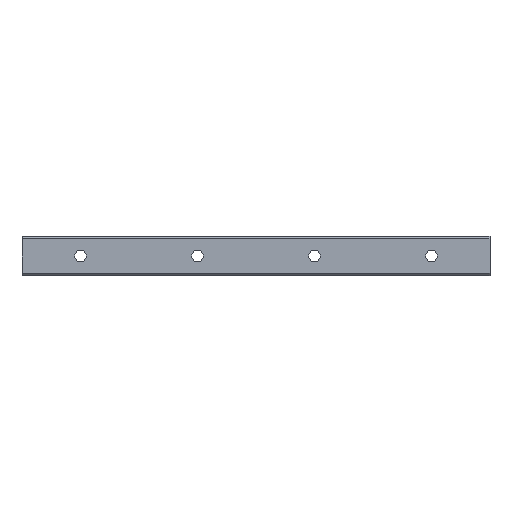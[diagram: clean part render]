
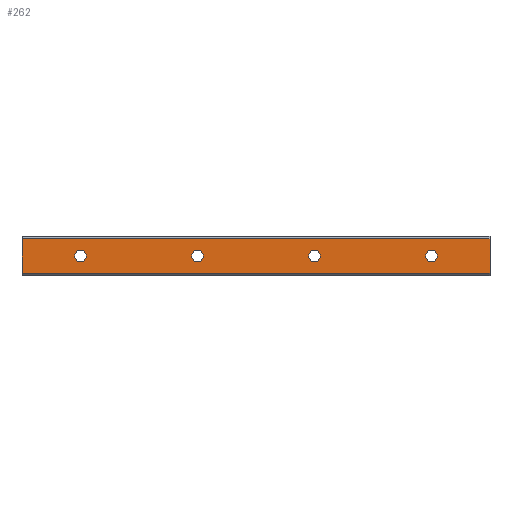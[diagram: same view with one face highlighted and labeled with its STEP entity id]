
A CAD part, front view. The second image highlights one B-rep face of the part: STEP entity #262.
In plain terms, the highlighted planar face has unit normal (0, -1, 0).
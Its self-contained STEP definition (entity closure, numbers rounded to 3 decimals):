
#25 = CARTESIAN_POINT ( 'NONE',  ( 210., 0., -8.82 ) ) ;
#41 = CARTESIAN_POINT ( 'NONE',  ( 60., 0., -3. ) ) ;
#44 = VERTEX_POINT ( 'NONE', #1146 ) ;
#46 = CARTESIAN_POINT ( 'NONE',  ( 180., 0., -3. ) ) ;
#52 = LINE ( 'NONE', #1259, #61 ) ;
#61 = VECTOR ( 'NONE', #138, 1000. ) ;
#65 = DIRECTION ( 'NONE',  ( 0., -1., 0. ) ) ;
#90 = DIRECTION ( 'NONE',  ( 0., 0., -1. ) ) ;
#98 = AXIS2_PLACEMENT_3D ( 'NONE', #250, #1335, #223 ) ;
#111 = VERTEX_POINT ( 'NONE', #942 ) ;
#114 = CARTESIAN_POINT ( 'NONE',  ( 120., 0., -3. ) ) ;
#119 = ORIENTED_EDGE ( 'NONE', *, *, #1382, .F. ) ;
#128 = CARTESIAN_POINT ( 'NONE',  ( 0., 0., 0. ) ) ;
#138 = DIRECTION ( 'NONE',  ( 0., 0., 1. ) ) ;
#140 = EDGE_LOOP ( 'NONE', ( #150, #731 ) ) ;
#150 = ORIENTED_EDGE ( 'NONE', *, *, #969, .F. ) ;
#160 = EDGE_LOOP ( 'NONE', ( #944, #1455 ) ) ;
#169 = VECTOR ( 'NONE', #701, 1000. ) ;
#174 = CIRCLE ( 'NONE', #902, 3. ) ;
#177 = CARTESIAN_POINT ( 'NONE',  ( 120., 0., 3. ) ) ;
#194 = AXIS2_PLACEMENT_3D ( 'NONE', #128, #960, #1446 ) ;
#223 = DIRECTION ( 'NONE',  ( 0., 0., 1. ) ) ;
#225 = EDGE_CURVE ( 'NONE', #387, #768, #237, .T. ) ;
#237 = LINE ( 'NONE', #952, #736 ) ;
#241 = CARTESIAN_POINT ( 'NONE',  ( 120., 0., 0. ) ) ;
#247 = CIRCLE ( 'NONE', #404, 3. ) ;
#250 = CARTESIAN_POINT ( 'NONE',  ( 180., 0., 0. ) ) ;
#258 = CARTESIAN_POINT ( 'NONE',  ( 0., 0., 0. ) ) ;
#262 = ADVANCED_FACE ( 'NONE', ( #843, #1226, #374, #836, #1071 ), #720, .F. ) ;
#298 = DIRECTION ( 'NONE',  ( 0., 0., 1. ) ) ;
#321 = CIRCLE ( 'NONE', #754, 3. ) ;
#340 = ORIENTED_EDGE ( 'NONE', *, *, #595, .F. ) ;
#355 = EDGE_CURVE ( 'NONE', #44, #1444, #1484, .T. ) ;
#374 = FACE_BOUND ( 'NONE', #160, .T. ) ;
#383 = AXIS2_PLACEMENT_3D ( 'NONE', #1432, #1206, #1069 ) ;
#387 = VERTEX_POINT ( 'NONE', #637 ) ;
#393 = EDGE_CURVE ( 'NONE', #1109, #1556, #247, .T. ) ;
#404 = AXIS2_PLACEMENT_3D ( 'NONE', #992, #1012, #1494 ) ;
#447 = CARTESIAN_POINT ( 'NONE',  ( 180., 0., 3. ) ) ;
#454 = EDGE_CURVE ( 'NONE', #913, #739, #321, .T. ) ;
#464 = AXIS2_PLACEMENT_3D ( 'NONE', #258, #1013, #1134 ) ;
#474 = ORIENTED_EDGE ( 'NONE', *, *, #1475, .F. ) ;
#479 = DIRECTION ( 'NONE',  ( 0., 1., 0. ) ) ;
#560 = CARTESIAN_POINT ( 'NONE',  ( 210., 0., 8.82 ) ) ;
#593 = CARTESIAN_POINT ( 'NONE',  ( 210., 0., 8.82 ) ) ;
#594 = VERTEX_POINT ( 'NONE', #1425 ) ;
#595 = EDGE_CURVE ( 'NONE', #1088, #594, #693, .T. ) ;
#599 = DIRECTION ( 'NONE',  ( 0., -1., 0. ) ) ;
#622 = ORIENTED_EDGE ( 'NONE', *, *, #1405, .F. ) ;
#637 = CARTESIAN_POINT ( 'NONE',  ( -30., 0., 8.82 ) ) ;
#652 = CIRCLE ( 'NONE', #98, 3. ) ;
#659 = CIRCLE ( 'NONE', #1059, 3. ) ;
#667 = EDGE_LOOP ( 'NONE', ( #1176, #474 ) ) ;
#681 = AXIS2_PLACEMENT_3D ( 'NONE', #593, #479, #746 ) ;
#693 = LINE ( 'NONE', #1536, #169 ) ;
#701 = DIRECTION ( 'NONE',  ( -1., 0., 0. ) ) ;
#720 = PLANE ( 'NONE',  #681 ) ;
#731 = ORIENTED_EDGE ( 'NONE', *, *, #454, .F. ) ;
#736 = VECTOR ( 'NONE', #1105, 1000. ) ;
#739 = VERTEX_POINT ( 'NONE', #177 ) ;
#746 = DIRECTION ( 'NONE',  ( 0., 0., 1. ) ) ;
#752 = VERTEX_POINT ( 'NONE', #41 ) ;
#754 = AXIS2_PLACEMENT_3D ( 'NONE', #1020, #65, #903 ) ;
#768 = VERTEX_POINT ( 'NONE', #1229 ) ;
#831 = EDGE_LOOP ( 'NONE', ( #622, #1093 ) ) ;
#835 = EDGE_CURVE ( 'NONE', #768, #1088, #931, .T. ) ;
#836 = FACE_BOUND ( 'NONE', #140, .T. ) ;
#843 = FACE_OUTER_BOUND ( 'NONE', #970, .T. ) ;
#902 = AXIS2_PLACEMENT_3D ( 'NONE', #241, #599, #1076 ) ;
#903 = DIRECTION ( 'NONE',  ( 0., 0., 1. ) ) ;
#913 = VERTEX_POINT ( 'NONE', #114 ) ;
#931 = LINE ( 'NONE', #560, #978 ) ;
#942 = CARTESIAN_POINT ( 'NONE',  ( 60., 0., 3. ) ) ;
#944 = ORIENTED_EDGE ( 'NONE', *, *, #958, .F. ) ;
#952 = CARTESIAN_POINT ( 'NONE',  ( 210., 0., 8.82 ) ) ;
#958 = EDGE_CURVE ( 'NONE', #1556, #1109, #652, .T. ) ;
#960 = DIRECTION ( 'NONE',  ( 0., -1., 0. ) ) ;
#969 = EDGE_CURVE ( 'NONE', #739, #913, #174, .T. ) ;
#970 = EDGE_LOOP ( 'NONE', ( #340, #1282, #1094, #119 ) ) ;
#978 = VECTOR ( 'NONE', #90, 1000. ) ;
#992 = CARTESIAN_POINT ( 'NONE',  ( 180., 0., 0. ) ) ;
#1002 = CIRCLE ( 'NONE', #383, 3. ) ;
#1012 = DIRECTION ( 'NONE',  ( 0., -1., 0. ) ) ;
#1013 = DIRECTION ( 'NONE',  ( 0., -1., 0. ) ) ;
#1020 = CARTESIAN_POINT ( 'NONE',  ( 120., 0., 0. ) ) ;
#1024 = EDGE_CURVE ( 'NONE', #111, #752, #1002, .T. ) ;
#1059 = AXIS2_PLACEMENT_3D ( 'NONE', #1377, #1126, #298 ) ;
#1069 = DIRECTION ( 'NONE',  ( 0., 0., 1. ) ) ;
#1071 = FACE_BOUND ( 'NONE', #667, .T. ) ;
#1076 = DIRECTION ( 'NONE',  ( 0., 0., 1. ) ) ;
#1088 = VERTEX_POINT ( 'NONE', #25 ) ;
#1093 = ORIENTED_EDGE ( 'NONE', *, *, #355, .F. ) ;
#1094 = ORIENTED_EDGE ( 'NONE', *, *, #225, .F. ) ;
#1105 = DIRECTION ( 'NONE',  ( 1., 0., 0. ) ) ;
#1109 = VERTEX_POINT ( 'NONE', #46 ) ;
#1126 = DIRECTION ( 'NONE',  ( 0., -1., 0. ) ) ;
#1134 = DIRECTION ( 'NONE',  ( 0., 0., 1. ) ) ;
#1138 = CIRCLE ( 'NONE', #464, 3. ) ;
#1146 = CARTESIAN_POINT ( 'NONE',  ( 0., 0., -3. ) ) ;
#1176 = ORIENTED_EDGE ( 'NONE', *, *, #1024, .F. ) ;
#1206 = DIRECTION ( 'NONE',  ( 0., -1., 0. ) ) ;
#1226 = FACE_BOUND ( 'NONE', #831, .T. ) ;
#1229 = CARTESIAN_POINT ( 'NONE',  ( 210., 0., 8.82 ) ) ;
#1259 = CARTESIAN_POINT ( 'NONE',  ( -30., 0., 8.82 ) ) ;
#1282 = ORIENTED_EDGE ( 'NONE', *, *, #835, .F. ) ;
#1332 = CARTESIAN_POINT ( 'NONE',  ( 0., 0., 3. ) ) ;
#1335 = DIRECTION ( 'NONE',  ( 0., -1., 0. ) ) ;
#1377 = CARTESIAN_POINT ( 'NONE',  ( 60., 0., 0. ) ) ;
#1382 = EDGE_CURVE ( 'NONE', #594, #387, #52, .T. ) ;
#1405 = EDGE_CURVE ( 'NONE', #1444, #44, #1138, .T. ) ;
#1425 = CARTESIAN_POINT ( 'NONE',  ( -30., 0., -8.82 ) ) ;
#1432 = CARTESIAN_POINT ( 'NONE',  ( 60., 0., 0. ) ) ;
#1444 = VERTEX_POINT ( 'NONE', #1332 ) ;
#1446 = DIRECTION ( 'NONE',  ( 0., 0., 1. ) ) ;
#1455 = ORIENTED_EDGE ( 'NONE', *, *, #393, .F. ) ;
#1475 = EDGE_CURVE ( 'NONE', #752, #111, #659, .T. ) ;
#1484 = CIRCLE ( 'NONE', #194, 3. ) ;
#1494 = DIRECTION ( 'NONE',  ( 0., 0., 1. ) ) ;
#1536 = CARTESIAN_POINT ( 'NONE',  ( 210., 0., -8.82 ) ) ;
#1556 = VERTEX_POINT ( 'NONE', #447 ) ;
